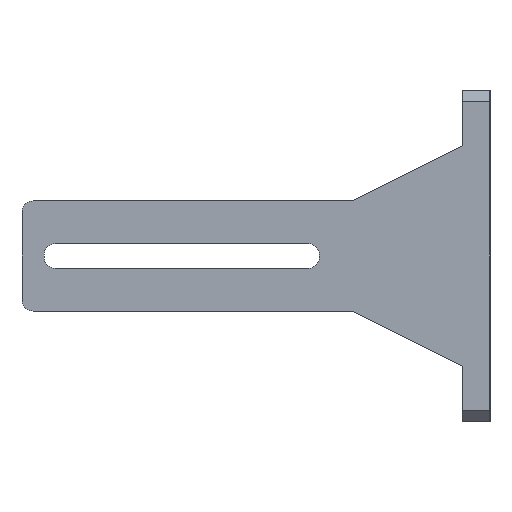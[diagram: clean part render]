
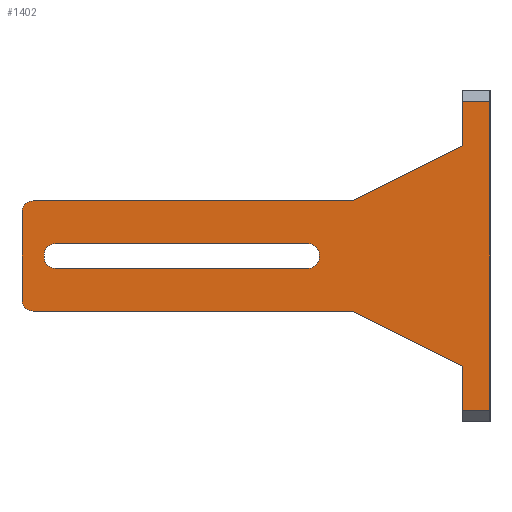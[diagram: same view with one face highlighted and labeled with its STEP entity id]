
A CAD part, left-side view. The second image highlights one B-rep face of the part: STEP entity #1402.
In plain terms, the highlighted planar face has unit normal (-1, 0, 0).
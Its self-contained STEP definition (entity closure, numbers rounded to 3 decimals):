
#33=CIRCLE('',#1493,2.);
#34=CIRCLE('',#1494,2.);
#35=CIRCLE('',#1495,2.);
#36=CIRCLE('',#1496,2.);
#37=CIRCLE('',#1497,2.);
#38=CIRCLE('',#1498,2.);
#54=FACE_BOUND('',#164,.T.);
#90=FACE_OUTER_BOUND('',#163,.T.);
#163=EDGE_LOOP('',(#1123,#1124,#1125,#1126,#1127,#1128,#1129,#1130,#1131,
#1132,#1133,#1134));
#164=EDGE_LOOP('',(#1135,#1136,#1137,#1138,#1139,#1140,#1141,#1142));
#283=LINE('',#2084,#463);
#295=LINE('',#2106,#475);
#299=LINE('',#2114,#479);
#325=LINE('',#2173,#505);
#326=LINE('',#2175,#506);
#327=LINE('',#2177,#507);
#328=LINE('',#2179,#508);
#329=LINE('',#2183,#509);
#330=LINE('',#2187,#510);
#331=LINE('',#2188,#511);
#332=LINE('',#2191,#512);
#333=LINE('',#2195,#513);
#334=LINE('',#2199,#514);
#335=LINE('',#2203,#515);
#463=VECTOR('',#1679,10.);
#475=VECTOR('',#1697,10.);
#479=VECTOR('',#1701,10.);
#505=VECTOR('',#1749,10.);
#506=VECTOR('',#1752,10.);
#507=VECTOR('',#1753,10.);
#508=VECTOR('',#1754,10.);
#509=VECTOR('',#1757,10.);
#510=VECTOR('',#1760,10.);
#511=VECTOR('',#1761,10.);
#512=VECTOR('',#1762,10.);
#513=VECTOR('',#1765,10.);
#514=VECTOR('',#1768,10.);
#515=VECTOR('',#1771,10.);
#622=VERTEX_POINT('',#2081);
#623=VERTEX_POINT('',#2083);
#629=VERTEX_POINT('',#2103);
#630=VERTEX_POINT('',#2105);
#633=VERTEX_POINT('',#2111);
#634=VERTEX_POINT('',#2113);
#657=VERTEX_POINT('',#2176);
#658=VERTEX_POINT('',#2178);
#659=VERTEX_POINT('',#2180);
#660=VERTEX_POINT('',#2182);
#661=VERTEX_POINT('',#2184);
#662=VERTEX_POINT('',#2186);
#663=VERTEX_POINT('',#2189);
#664=VERTEX_POINT('',#2190);
#665=VERTEX_POINT('',#2192);
#666=VERTEX_POINT('',#2194);
#667=VERTEX_POINT('',#2196);
#668=VERTEX_POINT('',#2198);
#669=VERTEX_POINT('',#2200);
#670=VERTEX_POINT('',#2202);
#779=EDGE_CURVE('',#622,#623,#283,.T.);
#791=EDGE_CURVE('',#629,#630,#295,.T.);
#795=EDGE_CURVE('',#633,#634,#299,.T.);
#827=EDGE_CURVE('',#623,#629,#325,.T.);
#828=EDGE_CURVE('',#634,#622,#326,.T.);
#829=EDGE_CURVE('',#657,#633,#327,.T.);
#830=EDGE_CURVE('',#657,#658,#328,.T.);
#831=EDGE_CURVE('',#659,#658,#33,.T.);
#832=EDGE_CURVE('',#660,#659,#329,.T.);
#833=EDGE_CURVE('',#661,#660,#34,.T.);
#834=EDGE_CURVE('',#662,#661,#330,.T.);
#835=EDGE_CURVE('',#662,#630,#331,.T.);
#836=EDGE_CURVE('',#663,#664,#332,.T.);
#837=EDGE_CURVE('',#665,#664,#35,.T.);
#838=EDGE_CURVE('',#665,#666,#333,.T.);
#839=EDGE_CURVE('',#667,#666,#36,.T.);
#840=EDGE_CURVE('',#667,#668,#334,.T.);
#841=EDGE_CURVE('',#669,#668,#37,.T.);
#842=EDGE_CURVE('',#669,#670,#335,.T.);
#843=EDGE_CURVE('',#663,#670,#38,.T.);
#1123=ORIENTED_EDGE('',*,*,#827,.F.);
#1124=ORIENTED_EDGE('',*,*,#779,.F.);
#1125=ORIENTED_EDGE('',*,*,#828,.F.);
#1126=ORIENTED_EDGE('',*,*,#795,.F.);
#1127=ORIENTED_EDGE('',*,*,#829,.F.);
#1128=ORIENTED_EDGE('',*,*,#830,.T.);
#1129=ORIENTED_EDGE('',*,*,#831,.F.);
#1130=ORIENTED_EDGE('',*,*,#832,.F.);
#1131=ORIENTED_EDGE('',*,*,#833,.F.);
#1132=ORIENTED_EDGE('',*,*,#834,.F.);
#1133=ORIENTED_EDGE('',*,*,#835,.T.);
#1134=ORIENTED_EDGE('',*,*,#791,.F.);
#1135=ORIENTED_EDGE('',*,*,#836,.T.);
#1136=ORIENTED_EDGE('',*,*,#837,.F.);
#1137=ORIENTED_EDGE('',*,*,#838,.T.);
#1138=ORIENTED_EDGE('',*,*,#839,.F.);
#1139=ORIENTED_EDGE('',*,*,#840,.T.);
#1140=ORIENTED_EDGE('',*,*,#841,.F.);
#1141=ORIENTED_EDGE('',*,*,#842,.T.);
#1142=ORIENTED_EDGE('',*,*,#843,.F.);
#1344=PLANE('',#1492);
#1402=ADVANCED_FACE('',(#90,#54),#1344,.T.);
#1492=AXIS2_PLACEMENT_3D('',#2174,#1750,#1751);
#1493=AXIS2_PLACEMENT_3D('',#2181,#1755,#1756);
#1494=AXIS2_PLACEMENT_3D('',#2185,#1758,#1759);
#1495=AXIS2_PLACEMENT_3D('',#2193,#1763,#1764);
#1496=AXIS2_PLACEMENT_3D('',#2197,#1766,#1767);
#1497=AXIS2_PLACEMENT_3D('',#2201,#1769,#1770);
#1498=AXIS2_PLACEMENT_3D('',#2204,#1772,#1773);
#1679=DIRECTION('',(0.,0.,-1.));
#1697=DIRECTION('',(0.,0.,1.));
#1701=DIRECTION('',(0.,0.,1.));
#1749=DIRECTION('',(0.,1.,0.));
#1750=DIRECTION('center_axis',(-1.,0.,0.));
#1751=DIRECTION('ref_axis',(0.,0.,1.));
#1752=DIRECTION('',(0.,-1.,0.));
#1753=DIRECTION('',(0.,-0.894,0.447));
#1754=DIRECTION('',(0.,1.,0.));
#1755=DIRECTION('center_axis',(1.,0.,0.));
#1756=DIRECTION('ref_axis',(0.,0.707,0.707));
#1757=DIRECTION('',(0.,0.,1.));
#1758=DIRECTION('center_axis',(1.,0.,0.));
#1759=DIRECTION('ref_axis',(0.,0.707,-0.707));
#1760=DIRECTION('',(0.,1.,0.));
#1761=DIRECTION('',(0.,-0.895,-0.447));
#1762=DIRECTION('',(0.,1.,0.));
#1763=DIRECTION('center_axis',(-1.,0.,0.));
#1764=DIRECTION('ref_axis',(0.,0.707,-0.707));
#1765=DIRECTION('',(0.,0.,1.));
#1766=DIRECTION('center_axis',(-1.,0.,0.));
#1767=DIRECTION('ref_axis',(0.,0.707,0.707));
#1768=DIRECTION('',(0.,-1.,0.));
#1769=DIRECTION('center_axis',(-1.,0.,0.));
#1770=DIRECTION('ref_axis',(0.,-0.707,0.707));
#1771=DIRECTION('',(0.,0.,-1.));
#1772=DIRECTION('center_axis',(-1.,0.,0.));
#1773=DIRECTION('ref_axis',(0.,-0.707,-0.707));
#2081=CARTESIAN_POINT('',(0.,0.,58.));
#2083=CARTESIAN_POINT('',(0.,0.,2.));
#2084=CARTESIAN_POINT('',(0.,0.,60.));
#2103=CARTESIAN_POINT('',(0.,5.,2.));
#2105=CARTESIAN_POINT('',(0.,5.,10.));
#2106=CARTESIAN_POINT('',(0.,5.,60.));
#2111=CARTESIAN_POINT('',(0.,5.,50.));
#2113=CARTESIAN_POINT('',(0.,5.,58.));
#2114=CARTESIAN_POINT('',(0.,5.,60.));
#2173=CARTESIAN_POINT('',(0.,0.,2.));
#2174=CARTESIAN_POINT('Origin',(0.,0.,0.));
#2175=CARTESIAN_POINT('',(0.,0.,58.));
#2176=CARTESIAN_POINT('',(0.,25.,40.));
#2177=CARTESIAN_POINT('',(0.,25.,40.));
#2178=CARTESIAN_POINT('',(0.,83.,40.));
#2179=CARTESIAN_POINT('',(0.,5.,40.));
#2180=CARTESIAN_POINT('',(0.,85.,38.));
#2181=CARTESIAN_POINT('Origin',(0.,83.,38.));
#2182=CARTESIAN_POINT('',(0.,85.,22.));
#2183=CARTESIAN_POINT('',(0.,85.,40.));
#2184=CARTESIAN_POINT('',(0.,83.,20.));
#2185=CARTESIAN_POINT('Origin',(0.,83.,22.));
#2186=CARTESIAN_POINT('',(0.,25.014,20.));
#2187=CARTESIAN_POINT('',(0.,5.,20.));
#2188=CARTESIAN_POINT('',(0.,25.014,20.));
#2189=CARTESIAN_POINT('',(0.,33.,27.75));
#2190=CARTESIAN_POINT('',(0.,79.,27.75));
#2191=CARTESIAN_POINT('',(0.,40.5,27.75));
#2192=CARTESIAN_POINT('',(0.,81.,29.75));
#2193=CARTESIAN_POINT('Origin',(0.,79.,29.75));
#2194=CARTESIAN_POINT('',(0.,81.,30.25));
#2195=CARTESIAN_POINT('',(0.,81.,16.125));
#2196=CARTESIAN_POINT('',(0.,79.,32.25));
#2197=CARTESIAN_POINT('Origin',(0.,79.,30.25));
#2198=CARTESIAN_POINT('',(0.,33.,32.25));
#2199=CARTESIAN_POINT('',(0.,15.5,32.25));
#2200=CARTESIAN_POINT('',(0.,31.,30.25));
#2201=CARTESIAN_POINT('Origin',(0.,33.,30.25));
#2202=CARTESIAN_POINT('',(0.,31.,29.75));
#2203=CARTESIAN_POINT('',(0.,31.,13.875));
#2204=CARTESIAN_POINT('Origin',(0.,33.,29.75));
